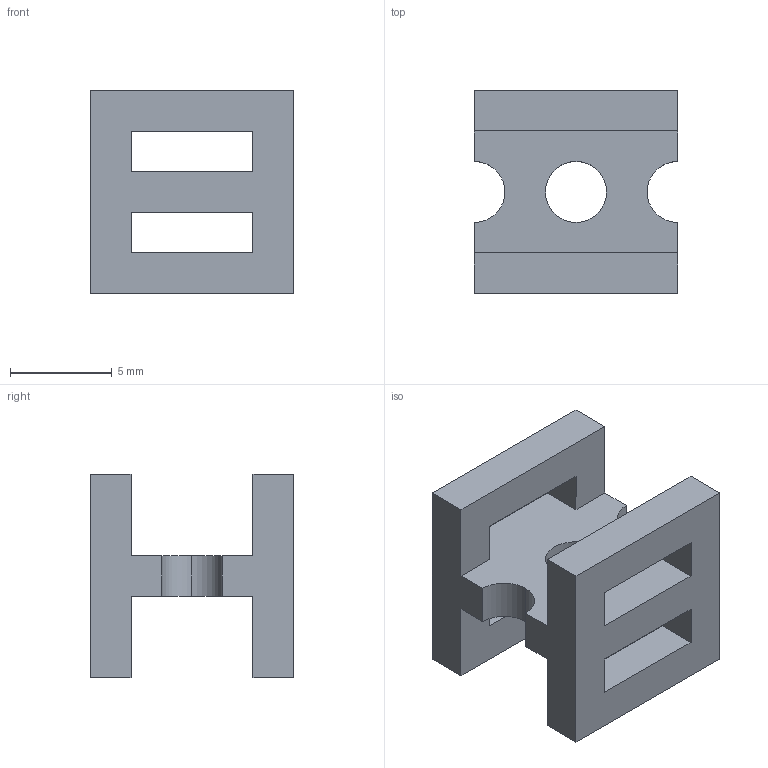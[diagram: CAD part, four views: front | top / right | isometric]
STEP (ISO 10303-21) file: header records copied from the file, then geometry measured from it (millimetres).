
FILE_DESCRIPTION (( 'STEP AP203' ), '1' );
FILE_NAME ('Beam 10.STEP', '2017-02-03T08:42:19', ( '' ), ( '' ), 'SwSTEP 2.0', 'SolidWorks 2015', '' );
FILE_SCHEMA (( 'CONFIG_CONTROL_DESIGN' ));
Length unit declared in the file: millimetre
Products named in the file (1): Beam 10
Bounding box: 10 x 10 x 10 mm (x, y, z)
Volume: 395.7 mm3; surface area: 693.4 mm2
Topology: 1 solids, 1 shells, 33 faces, 105 edges, 70 vertices
Faces by surface type: plane 28, cylinder 5
Entity records: 1246 total; most frequent: ORIENTED_EDGE 210, CARTESIAN_POINT 209, DIRECTION 183, EDGE_CURVE 105, LINE 95, VECTOR 95, VERTEX_POINT 70, AXIS2_PLACEMENT_3D 44
